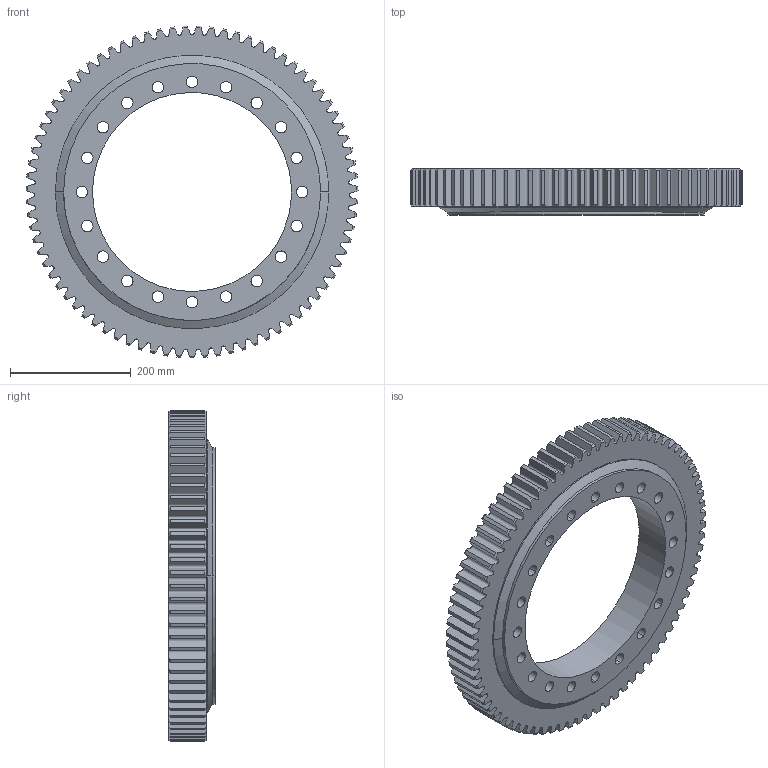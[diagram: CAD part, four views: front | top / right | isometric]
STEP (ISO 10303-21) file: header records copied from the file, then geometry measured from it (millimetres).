
FILE_DESCRIPTION(('FreeCAD Model'),'2;1');
FILE_NAME('Open CASCADE Shape Model','2025-05-09T07:58:04',('FreeCAD'),( 'FreeCAD'),'Open CASCADE STEP processor 7.6','FreeCAD','Unknown');
FILE_SCHEMA(('AUTOMOTIVE_DESIGN { 1 0 10303 214 1 1 1 1 }'));
Products named in the file (1): Open CASCADE STEP translator 7.6 1
Bounding box: 550.74 x 76.34 x 550.63 mm (x, y, z)
Volume: 7577669.8 mm3; surface area: 1120132.4 mm2
Topology: 24 solids, 44 shells, 644 faces, 1762 edges, 1092 vertices
Faces by surface type: bspline 644
Entity records: 30739 total; most frequent: CARTESIAN_POINT 21587, ORIENTED_EDGE 3204, EDGE_CURVE 1642, VERTEX_POINT 1092, B_SPLINE_CURVE_WITH_KNOTS 878, FACE_BOUND 738, EDGE_LOOP 738, ADVANCED_FACE 644
